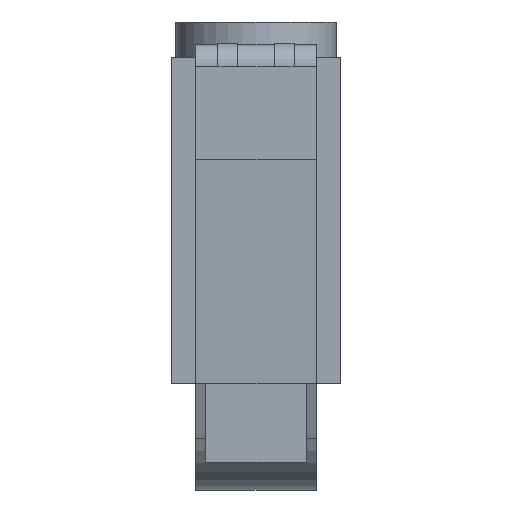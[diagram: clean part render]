
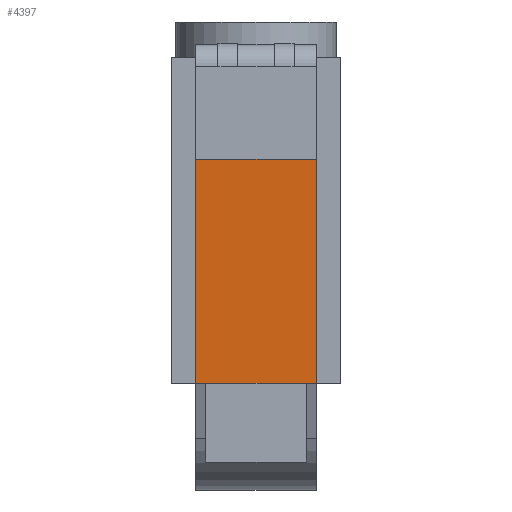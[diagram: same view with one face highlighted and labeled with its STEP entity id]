
A CAD part, left-side view. The second image highlights one B-rep face of the part: STEP entity #4397.
In plain terms, the highlighted planar face has unit normal (-0.998, 0, -0.06).
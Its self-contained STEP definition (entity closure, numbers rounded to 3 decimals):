
#1324=CARTESIAN_POINT('',(-131.7,-6.75,0.7));
#1325=VERTEX_POINT('',#1324);
#1332=CARTESIAN_POINT('',(-131.7,-5.6,0.7));
#1333=VERTEX_POINT('',#1332);
#1334=CARTESIAN_POINT('',(-131.7,-6.75,0.7));
#1335=DIRECTION('',(0.0,1.0,0.0));
#1336=VECTOR('',#1335,1.15);
#1337=LINE('',#1334,#1336);
#1338=EDGE_CURVE('',#1325,#1333,#1337,.T.);
#1356=CARTESIAN_POINT('',(-131.7,5.6,0.7));
#1357=VERTEX_POINT('',#1356);
#1364=CARTESIAN_POINT('',(-131.7,6.75,0.7));
#1365=VERTEX_POINT('',#1364);
#1366=CARTESIAN_POINT('',(-131.7,5.6,0.7));
#1367=DIRECTION('',(0.0,1.0,0.0));
#1368=VECTOR('',#1367,1.15);
#1369=LINE('',#1366,#1368);
#1370=EDGE_CURVE('',#1357,#1365,#1369,.T.);
#3985=CARTESIAN_POINT('',(-131.7,-5.6,0.7));
#3986=DIRECTION('',(0.0,1.0,0.0));
#3987=VECTOR('',#3986,11.2);
#3988=LINE('',#3985,#3987);
#3989=EDGE_CURVE('',#1333,#1357,#3988,.T.);
#4277=CARTESIAN_POINT('',(-133.2,-6.75,25.7));
#4278=VERTEX_POINT('',#4277);
#4285=CARTESIAN_POINT('',(-131.7,-6.75,0.7));
#4286=DIRECTION('',(-0.06,0.0,0.998));
#4287=VECTOR('',#4286,25.045);
#4288=LINE('',#4285,#4287);
#4289=EDGE_CURVE('',#1325,#4278,#4288,.T.);
#4356=CARTESIAN_POINT('',(-133.2,6.75,25.7));
#4357=VERTEX_POINT('',#4356);
#4364=CARTESIAN_POINT('',(-133.2,-6.75,25.7));
#4365=DIRECTION('',(0.0,1.0,0.0));
#4366=VECTOR('',#4365,13.5);
#4367=LINE('',#4364,#4366);
#4368=EDGE_CURVE('',#4278,#4357,#4367,.T.);
#4379=CARTESIAN_POINT('',(-133.2,0.0,25.7));
#4380=DIRECTION('',(-0.998,0.0,-0.06));
#4381=DIRECTION('',(-0.06,0.0,0.998));
#4382=AXIS2_PLACEMENT_3D('',#4379,#4380,#4381);
#4383=PLANE('',#4382);
#4384=CARTESIAN_POINT('',(-133.2,6.75,25.7));
#4385=DIRECTION('',(0.06,0.0,-0.998));
#4386=VECTOR('',#4385,25.045);
#4387=LINE('',#4384,#4386);
#4388=EDGE_CURVE('',#4357,#1365,#4387,.T.);
#4389=ORIENTED_EDGE('',*,*,#4388,.T.);
#4390=ORIENTED_EDGE('',*,*,#1370,.F.);
#4391=ORIENTED_EDGE('',*,*,#3989,.F.);
#4392=ORIENTED_EDGE('',*,*,#1338,.F.);
#4393=ORIENTED_EDGE('',*,*,#4289,.T.);
#4394=ORIENTED_EDGE('',*,*,#4368,.T.);
#4395=EDGE_LOOP('',(#4389,#4390,#4391,#4392,#4393,#4394));
#4396=FACE_OUTER_BOUND('',#4395,.T.);
#4397=ADVANCED_FACE('',(#4396),#4383,.T.);
